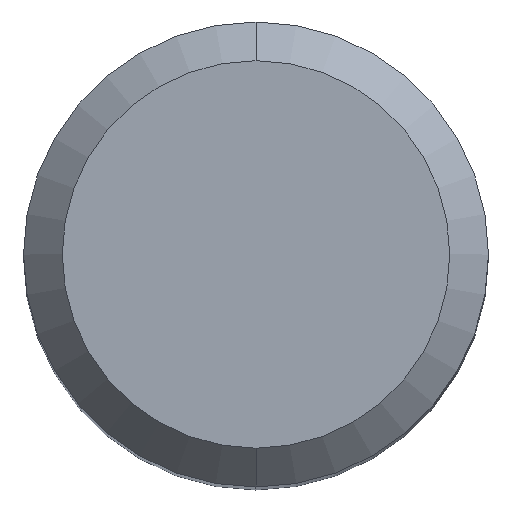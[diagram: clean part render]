
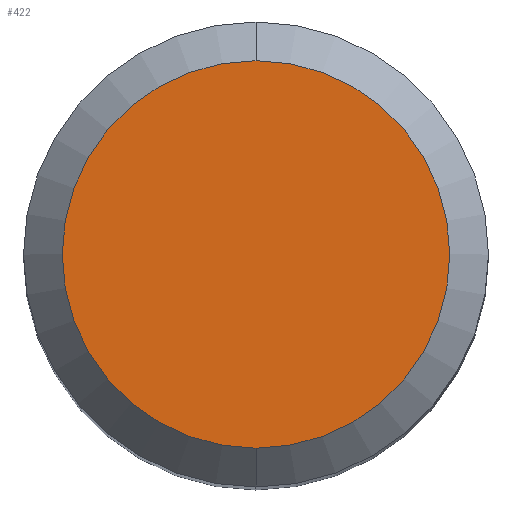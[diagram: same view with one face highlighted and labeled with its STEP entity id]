
A CAD part, top view. The second image highlights one B-rep face of the part: STEP entity #422.
In plain terms, the highlighted planar face has unit normal (0, 0, 1).
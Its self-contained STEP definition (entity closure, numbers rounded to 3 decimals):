
#2 = ORIENTED_EDGE ( 'NONE', *, *, #350, .F. ) ;
#7 = CIRCLE ( 'NONE', #216, 5. ) ;
#100 = DIRECTION ( 'NONE',  ( 0., 1., 0. ) ) ;
#156 = DIRECTION ( 'NONE',  ( 0., -1., 0. ) ) ;
#216 = AXIS2_PLACEMENT_3D ( 'NONE', #499, #234, #100 ) ;
#220 = CARTESIAN_POINT ( 'NONE',  ( 0., 0., 79. ) ) ;
#234 = DIRECTION ( 'NONE',  ( 0., 0., -1. ) ) ;
#238 = EDGE_LOOP ( 'NONE', ( #2, #453 ) ) ;
#253 = DIRECTION ( 'NONE',  ( 0., 0., 1. ) ) ;
#263 = EDGE_CURVE ( 'NONE', #281, #367, #335, .T. ) ;
#281 = VERTEX_POINT ( 'NONE', #476 ) ;
#282 = FACE_OUTER_BOUND ( 'NONE', #238, .T. ) ;
#335 = CIRCLE ( 'NONE', #484, 5. ) ;
#337 = PLANE ( 'NONE',  #420 ) ;
#350 = EDGE_CURVE ( 'NONE', #367, #281, #7, .T. ) ;
#367 = VERTEX_POINT ( 'NONE', #407 ) ;
#397 = DIRECTION ( 'NONE',  ( 0., 1., 0. ) ) ;
#407 = CARTESIAN_POINT ( 'NONE',  ( 0., 5., 79. ) ) ;
#420 = AXIS2_PLACEMENT_3D ( 'NONE', #470, #253, #156 ) ;
#422 = ADVANCED_FACE ( 'NONE', ( #282 ), #337, .T. ) ;
#453 = ORIENTED_EDGE ( 'NONE', *, *, #263, .F. ) ;
#470 = CARTESIAN_POINT ( 'NONE',  ( 0., 0., 79. ) ) ;
#476 = CARTESIAN_POINT ( 'NONE',  ( 0., -5., 79. ) ) ;
#484 = AXIS2_PLACEMENT_3D ( 'NONE', #220, #522, #397 ) ;
#499 = CARTESIAN_POINT ( 'NONE',  ( 0., 0., 79. ) ) ;
#522 = DIRECTION ( 'NONE',  ( 0., 0., -1. ) ) ;
